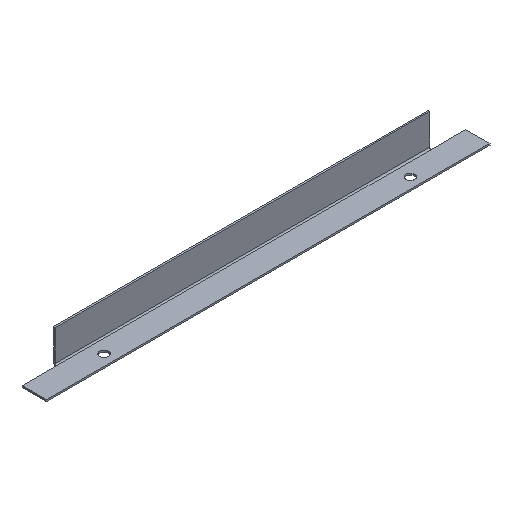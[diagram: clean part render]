
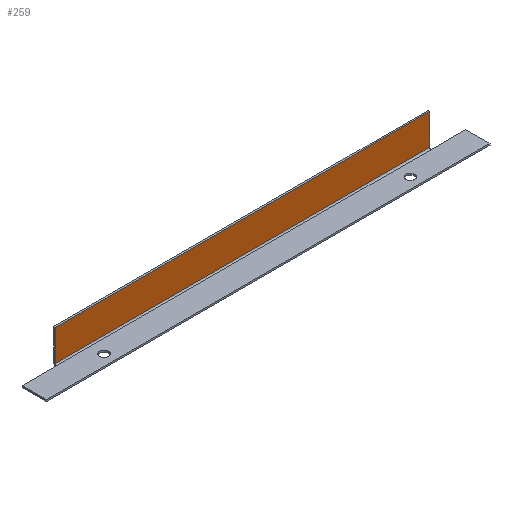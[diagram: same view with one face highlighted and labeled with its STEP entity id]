
A CAD part, isometric view. The second image highlights one B-rep face of the part: STEP entity #259.
In plain terms, the highlighted planar face has unit normal (0, -1, 0).
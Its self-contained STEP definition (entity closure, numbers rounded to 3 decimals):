
#7 = EDGE_CURVE ( 'NONE', #598, #268, #596, .T. ) ;
#52 = CARTESIAN_POINT ( 'NONE',  ( 300.5, 18.8, 23.8 ) ) ;
#63 = VECTOR ( 'NONE', #132, 1000. ) ;
#68 = VECTOR ( 'NONE', #305, 1000. ) ;
#75 = DIRECTION ( 'NONE',  ( 0., 0., -1. ) ) ;
#102 = ORIENTED_EDGE ( 'NONE', *, *, #7, .F. ) ;
#114 = FACE_OUTER_BOUND ( 'NONE', #536, .T. ) ;
#127 = VERTEX_POINT ( 'NONE', #297 ) ;
#128 = DIRECTION ( 'NONE',  ( -1., 0., 0. ) ) ;
#130 = CARTESIAN_POINT ( 'NONE',  ( 300.5, 18.8, 1. ) ) ;
#132 = DIRECTION ( 'NONE',  ( 0., 0., 1. ) ) ;
#138 = LINE ( 'NONE', #328, #68 ) ;
#141 = ORIENTED_EDGE ( 'NONE', *, *, #456, .F. ) ;
#203 = VECTOR ( 'NONE', #286, 1000. ) ;
#218 = VERTEX_POINT ( 'NONE', #130 ) ;
#259 = ADVANCED_FACE ( 'NONE', ( #114 ), #427, .T. ) ;
#268 = VERTEX_POINT ( 'NONE', #415 ) ;
#284 = ORIENTED_EDGE ( 'NONE', *, *, #602, .F. ) ;
#286 = DIRECTION ( 'NONE',  ( 1., 0., 0. ) ) ;
#297 = CARTESIAN_POINT ( 'NONE',  ( 25.5, 18.8, 1. ) ) ;
#305 = DIRECTION ( 'NONE',  ( 0., 0., -1. ) ) ;
#328 = CARTESIAN_POINT ( 'NONE',  ( 300.5, 18.8, 0. ) ) ;
#366 = CARTESIAN_POINT ( 'NONE',  ( 300.5, 18.8, 1. ) ) ;
#411 = DIRECTION ( 'NONE',  ( 0., -1., 0. ) ) ;
#414 = VECTOR ( 'NONE', #128, 1000. ) ;
#415 = CARTESIAN_POINT ( 'NONE',  ( 300.5, 18.8, 23.8 ) ) ;
#427 = PLANE ( 'NONE',  #583 ) ;
#434 = CARTESIAN_POINT ( 'NONE',  ( 25.5, 18.8, 23.8 ) ) ;
#438 = EDGE_CURVE ( 'NONE', #218, #127, #528, .T. ) ;
#456 = EDGE_CURVE ( 'NONE', #127, #598, #625, .T. ) ;
#514 = CARTESIAN_POINT ( 'NONE',  ( 0., 18.8, 0. ) ) ;
#528 = LINE ( 'NONE', #366, #414 ) ;
#536 = EDGE_LOOP ( 'NONE', ( #141, #579, #284, #102 ) ) ;
#576 = CARTESIAN_POINT ( 'NONE',  ( 25.5, 18.8, 23.8 ) ) ;
#579 = ORIENTED_EDGE ( 'NONE', *, *, #438, .F. ) ;
#583 = AXIS2_PLACEMENT_3D ( 'NONE', #514, #411, #75 ) ;
#596 = LINE ( 'NONE', #52, #203 ) ;
#598 = VERTEX_POINT ( 'NONE', #434 ) ;
#602 = EDGE_CURVE ( 'NONE', #268, #218, #138, .T. ) ;
#625 = LINE ( 'NONE', #576, #63 ) ;
